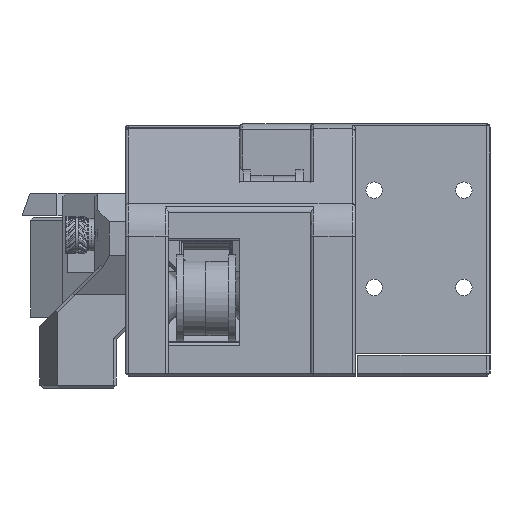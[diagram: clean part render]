
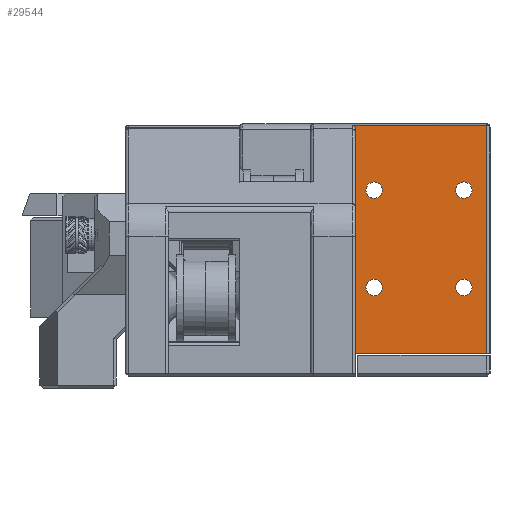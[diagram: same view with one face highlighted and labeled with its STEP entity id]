
A CAD part, left-side view. The second image highlights one B-rep face of the part: STEP entity #29544.
In plain terms, the highlighted planar face has unit normal (-1, 0, 0).
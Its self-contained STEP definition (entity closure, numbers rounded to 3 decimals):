
#476=B_SPLINE_CURVE_WITH_KNOTS('',3,(#50024,#50025,#50026,#50027,#50028,
#50029,#50030,#50031,#50032,#50033),.UNSPECIFIED.,.F.,.F.,(4,2,2,2,4),(0.,
0.016,0.033,0.05,0.068),
 .UNSPECIFIED.);
#1257=FACE_BOUND('',#5510,.T.);
#1258=FACE_BOUND('',#5511,.T.);
#1259=FACE_BOUND('',#5512,.T.);
#1260=FACE_BOUND('',#5513,.T.);
#2242=CIRCLE('',#32158,1.1);
#2243=CIRCLE('',#32159,1.1);
#2244=CIRCLE('',#32160,1.1);
#2245=CIRCLE('',#32161,1.1);
#3717=FACE_OUTER_BOUND('',#5509,.T.);
#5509=EDGE_LOOP('',(#24141,#24142,#24143,#24144,#24145));
#5510=EDGE_LOOP('',(#24146));
#5511=EDGE_LOOP('',(#24147));
#5512=EDGE_LOOP('',(#24148));
#5513=EDGE_LOOP('',(#24149));
#7952=LINE('',#50016,#10756);
#7954=LINE('',#50020,#10758);
#7955=LINE('',#50022,#10759);
#7956=LINE('',#50034,#10760);
#10756=VECTOR('',#38340,10.);
#10758=VECTOR('',#38344,10.);
#10759=VECTOR('',#38345,10.);
#10760=VECTOR('',#38346,10.);
#13507=VERTEX_POINT('',#50013);
#13508=VERTEX_POINT('',#50015);
#13509=VERTEX_POINT('',#50019);
#13510=VERTEX_POINT('',#50021);
#13511=VERTEX_POINT('',#50023);
#13512=VERTEX_POINT('',#50035);
#13513=VERTEX_POINT('',#50037);
#13514=VERTEX_POINT('',#50039);
#13515=VERTEX_POINT('',#50041);
#17171=EDGE_CURVE('',#13508,#13507,#7952,.T.);
#17173=EDGE_CURVE('',#13509,#13507,#7954,.T.);
#17174=EDGE_CURVE('',#13510,#13509,#7955,.T.);
#17175=EDGE_CURVE('',#13511,#13510,#476,.F.);
#17176=EDGE_CURVE('',#13508,#13511,#7956,.T.);
#17177=EDGE_CURVE('',#13512,#13512,#2242,.T.);
#17178=EDGE_CURVE('',#13513,#13513,#2243,.T.);
#17179=EDGE_CURVE('',#13514,#13514,#2244,.T.);
#17180=EDGE_CURVE('',#13515,#13515,#2245,.T.);
#24141=ORIENTED_EDGE('',*,*,#17171,.T.);
#24142=ORIENTED_EDGE('',*,*,#17173,.F.);
#24143=ORIENTED_EDGE('',*,*,#17174,.F.);
#24144=ORIENTED_EDGE('',*,*,#17175,.F.);
#24145=ORIENTED_EDGE('',*,*,#17176,.F.);
#24146=ORIENTED_EDGE('',*,*,#17177,.T.);
#24147=ORIENTED_EDGE('',*,*,#17178,.T.);
#24148=ORIENTED_EDGE('',*,*,#17179,.T.);
#24149=ORIENTED_EDGE('',*,*,#17180,.T.);
#27953=PLANE('',#32157);
#29544=ADVANCED_FACE('',(#3717,#1257,#1258,#1259,#1260),#27953,.T.);
#32157=AXIS2_PLACEMENT_3D('',#50018,#38342,#38343);
#32158=AXIS2_PLACEMENT_3D('',#50036,#38347,#38348);
#32159=AXIS2_PLACEMENT_3D('',#50038,#38349,#38350);
#32160=AXIS2_PLACEMENT_3D('',#50040,#38351,#38352);
#32161=AXIS2_PLACEMENT_3D('',#50042,#38353,#38354);
#38340=DIRECTION('',(0.,-1.,0.));
#38342=DIRECTION('center_axis',(-1.,0.,0.));
#38343=DIRECTION('ref_axis',(0.,0.,-1.));
#38344=DIRECTION('',(0.,0.,-1.));
#38345=DIRECTION('',(0.,-1.,0.));
#38346=DIRECTION('',(0.,0.,1.));
#38347=DIRECTION('center_axis',(1.,0.,0.));
#38348=DIRECTION('ref_axis',(0.,0.,1.));
#38349=DIRECTION('center_axis',(1.,0.,0.));
#38350=DIRECTION('ref_axis',(0.,0.,1.));
#38351=DIRECTION('center_axis',(1.,0.,0.));
#38352=DIRECTION('ref_axis',(0.,0.,1.));
#38353=DIRECTION('center_axis',(1.,0.,0.));
#38354=DIRECTION('ref_axis',(0.,0.,1.));
#50013=CARTESIAN_POINT('',(14.5,36.807,5.565));
#50015=CARTESIAN_POINT('',(14.5,54.357,5.565));
#50016=CARTESIAN_POINT('',(14.5,48.357,5.565));
#50018=CARTESIAN_POINT('Origin',(14.5,60.357,32.305));
#50019=CARTESIAN_POINT('',(14.5,36.807,36.125));
#50020=CARTESIAN_POINT('',(14.5,36.807,24.62));
#50021=CARTESIAN_POINT('',(14.5,54.807,36.125));
#50022=CARTESIAN_POINT('',(14.5,60.357,36.125));
#50023=CARTESIAN_POINT('',(14.5,54.357,35.656));
#50024=CARTESIAN_POINT('Ctrl Pts',(14.5,54.807,36.125));
#50025=CARTESIAN_POINT('Ctrl Pts',(14.5,54.752,36.125));
#50026=CARTESIAN_POINT('Ctrl Pts',(14.5,54.688,36.111));
#50027=CARTESIAN_POINT('Ctrl Pts',(14.5,54.586,36.068));
#50028=CARTESIAN_POINT('Ctrl Pts',(14.5,54.531,36.03));
#50029=CARTESIAN_POINT('Ctrl Pts',(14.5,54.452,35.949));
#50030=CARTESIAN_POINT('Ctrl Pts',(14.5,54.414,35.892));
#50031=CARTESIAN_POINT('Ctrl Pts',(14.5,54.371,35.784));
#50032=CARTESIAN_POINT('Ctrl Pts',(14.5,54.357,35.715));
#50033=CARTESIAN_POINT('Ctrl Pts',(14.5,54.357,35.656));
#50034=CARTESIAN_POINT('',(14.5,54.357,31.905));
#50035=CARTESIAN_POINT('',(14.5,51.857,13.335));
#50036=CARTESIAN_POINT('Origin',(14.5,51.857,14.435));
#50037=CARTESIAN_POINT('',(14.5,51.857,26.335));
#50038=CARTESIAN_POINT('Origin',(14.5,51.857,27.435));
#50039=CARTESIAN_POINT('',(14.5,39.857,13.335));
#50040=CARTESIAN_POINT('Origin',(14.5,39.857,14.435));
#50041=CARTESIAN_POINT('',(14.5,39.857,26.335));
#50042=CARTESIAN_POINT('Origin',(14.5,39.857,27.435));
